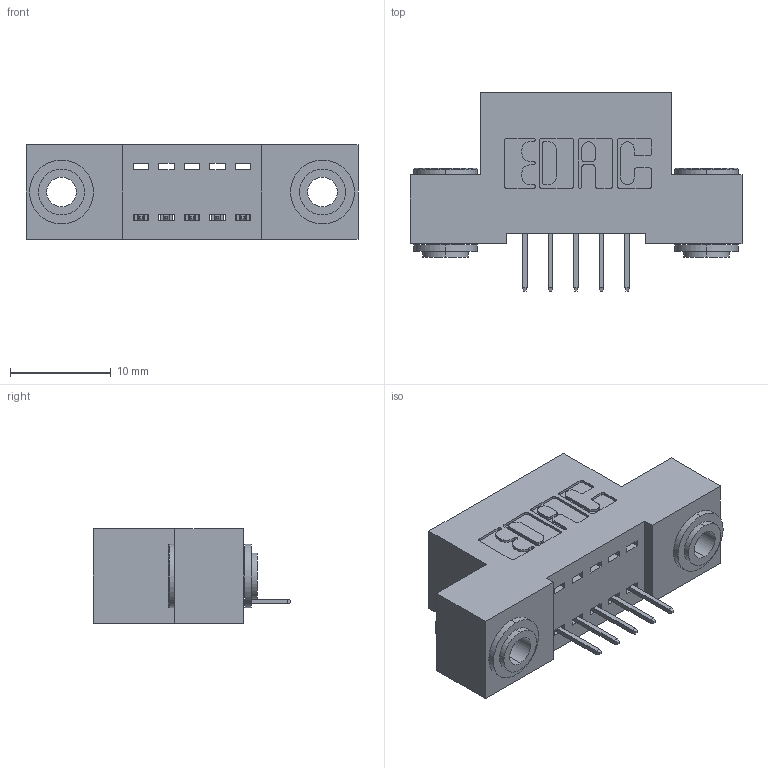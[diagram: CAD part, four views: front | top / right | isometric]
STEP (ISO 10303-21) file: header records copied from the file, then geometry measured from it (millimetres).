
FILE_DESCRIPTION (( 'STEP AP203' ), '1' );
FILE_NAME ('392-005-524-103.STEP', '2018-08-14T17:08:35', ( '' ), ( '' ), 'SwSTEP 2.0', 'SolidWorks 2016', '' );
FILE_SCHEMA (( 'CONFIG_CONTROL_DESIGN' ));
Length unit declared in the file: inch
Products named in the file (4): 342 Part_.156 TH; 345-292-001_345-293-124; 342-250-002_345-250-002-102; 392-005-524-103
Assembly tree (8 placements, depth 2):
  392-005-524-103
    342 Part_.156 TH
    345-292-001_345-293-124  x5
    342-250-002_345-250-002-102  x2
Bounding box: 33.02 x 19.69 x 9.4 mm (x, y, z)
Volume: 2762 mm3; surface area: 3529.8 mm2
Topology: 8 solids, 8 shells, 458 faces, 1275 edges, 826 vertices
Faces by surface type: plane 316, cylinder 134, cone 8
Entity records: 8434 total; most frequent: CARTESIAN_POINT 1436, ORIENTED_EDGE 1370, DIRECTION 1321, EDGE_CURVE 685, LINE 537, VECTOR 537, VERTEX_POINT 450, AXIS2_PLACEMENT_3D 392
